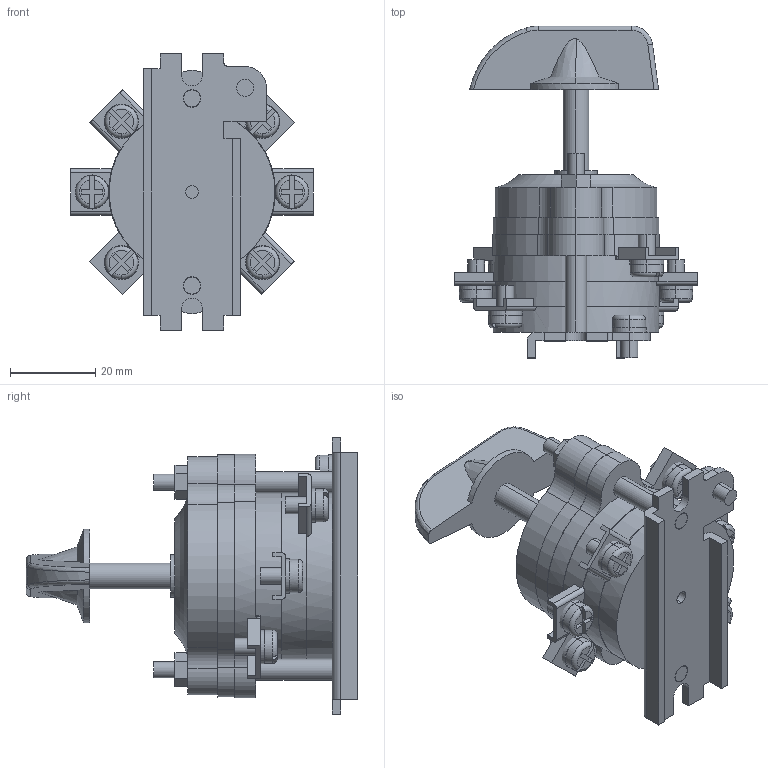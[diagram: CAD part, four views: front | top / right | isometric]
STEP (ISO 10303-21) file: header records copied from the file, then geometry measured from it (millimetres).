
FILE_DESCRIPTION (( 'STEP AP203' ), '1' );
FILE_NAME ('Ïàêåòíûå âûêëþ÷àòåëè ñåðèè ÏÂ – Èñïîëíåíèå 3.STEP', '2017-06-29T11:26:41', ( '' ), ( '' ), 'SwSTEP 2.0', 'SolidWorks 2014', '' );
FILE_SCHEMA (( 'CONFIG_CONTROL_DESIGN' ));
Length unit declared in the file: millimetre
Products named in the file (1): Ïàêåòíûå âûêëþ÷àòåëè ñåðèè ÏÂ – Èñïîëíåíèå 3
Bounding box: 57 x 78 x 65 mm (x, y, z)
Volume: 58401.3 mm3; surface area: 19053.3 mm2
Topology: 18 solids, 18 shells, 541 faces, 1330 edges, 860 vertices
Faces by surface type: plane 331, cylinder 154, bspline 27, torus 23, cone 6
Entity records: 17667 total; most frequent: CARTESIAN_POINT 4796, ORIENTED_EDGE 2660, DIRECTION 2625, EDGE_CURVE 1330, AXIS2_PLACEMENT_3D 901, VERTEX_POINT 860, VECTOR 823, LINE 823
